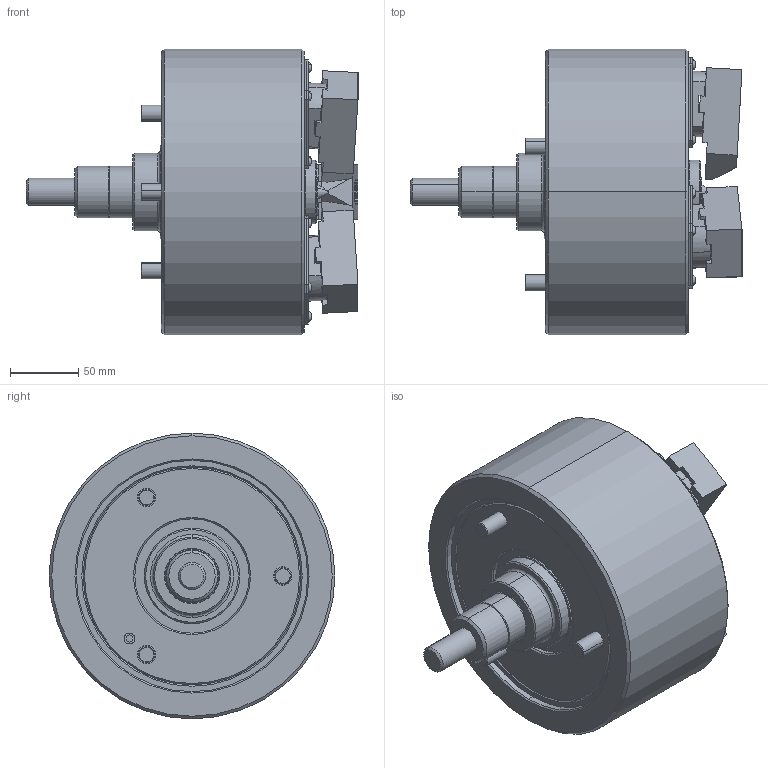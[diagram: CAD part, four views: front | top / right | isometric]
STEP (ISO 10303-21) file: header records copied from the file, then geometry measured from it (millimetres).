
FILE_DESCRIPTION (( 'STEP AP203' ), '1' );
FILE_NAME ('3R-08-²Õ¦X¥ó1.STEP', '2017-01-17T03:55:09', ( 'temp' ), ( '' ), 'SwSTEP 2.0', 'SolidWorks 2016', '' );
FILE_SCHEMA (( 'CONFIG_CONTROL_DESIGN' ));
Length unit declared in the file: millimetre
Products named in the file (19): 3P-08連接管螺帽; 3R-08-10000; 3R-08-02000; 3R-08-組合件1; 3R-08-15000; 3R-08-03000; M12x25; 3R-08-04000; M6x14; 3R-08-05000; M5x10; 3R-08-06000; M12x105; 3R-08-07000; M4x10半圓頭; 3R-08-12000; 3R-08-16000; 3R-08-13000; 3R-08-01000
Assembly tree (55 placements, depth 2):
  3R-08-組合件1
    3R-08-01000
    3R-08-02000
    3R-08-03000  x5
    3R-08-04000
    3R-08-05000
    3R-08-06000
    3R-08-07000
    3R-08-12000
    3R-08-13000
    3R-08-10000  x3
    3R-08-15000  x5
    M12x25  x10
    M6x14  x4
    M5x10  x3
    M12x105  x3
    M4x10半圓頭  x12
    3R-08-16000
    3P-08連接管螺帽
Bounding box: 243.93 x 210 x 210 mm (x, y, z)
Volume: 4054121.5 mm3; surface area: 571639.9 mm2
Topology: 58 solids, 58 shells, 1921 faces, 4615 edges, 2844 vertices
Faces by surface type: plane 1036, cylinder 491, cone 314, torus 60, sphere 20
Entity records: 23139 total; most frequent: DIRECTION 3744, CARTESIAN_POINT 3598, ORIENTED_EDGE 3206, EDGE_CURVE 1603, AXIS2_PLACEMENT_3D 1439, VERTEX_POINT 1009, VECTOR 866, LINE 866
